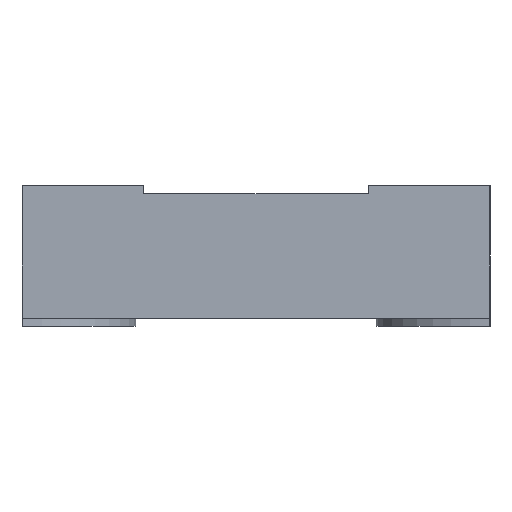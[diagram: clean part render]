
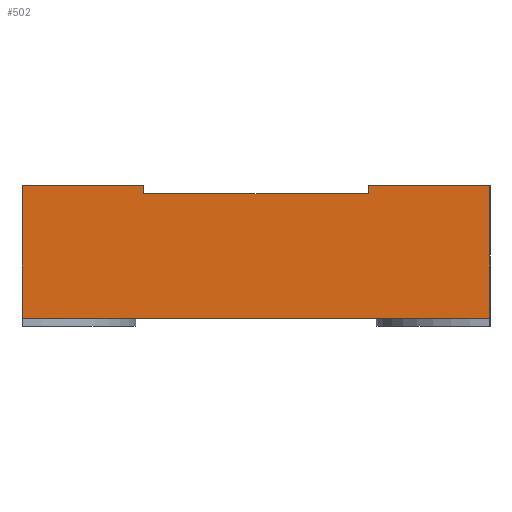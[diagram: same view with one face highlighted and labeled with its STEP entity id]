
A CAD part, front view. The second image highlights one B-rep face of the part: STEP entity #502.
In plain terms, the highlighted planar face has unit normal (0, -1, 0).
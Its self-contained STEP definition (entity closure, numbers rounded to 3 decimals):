
#3 = CARTESIAN_POINT ( 'NONE',  ( -27.466, -17.301, 0.52 ) ) ;
#4 = CARTESIAN_POINT ( 'NONE',  ( -26.186, -17.301, 0.52 ) ) ;
#6 = DIRECTION ( 'NONE',  ( 0., 0., -1. ) ) ;
#11 = VECTOR ( 'NONE', #196, 1000. ) ;
#13 = VECTOR ( 'NONE', #139, 1000. ) ;
#22 = ORIENTED_EDGE ( 'NONE', *, *, #300, .T. ) ;
#27 = ORIENTED_EDGE ( 'NONE', *, *, #37, .F. ) ;
#28 = CARTESIAN_POINT ( 'NONE',  ( -27.916, -17.301, 0.52 ) ) ;
#36 = VECTOR ( 'NONE', #249, 1000. ) ;
#37 = EDGE_CURVE ( 'NONE', #539, #232, #470, .T. ) ;
#45 = ORIENTED_EDGE ( 'NONE', *, *, #477, .F. ) ;
#52 = LINE ( 'NONE', #28, #627 ) ;
#57 = ORIENTED_EDGE ( 'NONE', *, *, #599, .F. ) ;
#61 = EDGE_CURVE ( 'NONE', #600, #260, #200, .T. ) ;
#65 = CARTESIAN_POINT ( 'NONE',  ( -27.916, -17.301, 0.52 ) ) ;
#69 = VERTEX_POINT ( 'NONE', #374 ) ;
#139 = DIRECTION ( 'NONE',  ( 0., 0., 1. ) ) ;
#150 = CARTESIAN_POINT ( 'NONE',  ( -26.186, -17.301, 0.03 ) ) ;
#151 = VECTOR ( 'NONE', #339, 1000. ) ;
#161 = DIRECTION ( 'NONE',  ( 0., 0., 1. ) ) ;
#164 = VERTEX_POINT ( 'NONE', #308 ) ;
#170 = ORIENTED_EDGE ( 'NONE', *, *, #617, .F. ) ;
#174 = VECTOR ( 'NONE', #6, 1000. ) ;
#191 = CARTESIAN_POINT ( 'NONE',  ( -27.466, -17.301, 0.49 ) ) ;
#196 = DIRECTION ( 'NONE',  ( -1., 0., 0. ) ) ;
#200 = LINE ( 'NONE', #329, #36 ) ;
#215 = DIRECTION ( 'NONE',  ( 0., 0., 1. ) ) ;
#232 = VERTEX_POINT ( 'NONE', #150 ) ;
#235 = EDGE_CURVE ( 'NONE', #600, #557, #428, .T. ) ;
#249 = DIRECTION ( 'NONE',  ( 1., 0., 0. ) ) ;
#260 = VERTEX_POINT ( 'NONE', #297 ) ;
#269 = PLANE ( 'NONE',  #367 ) ;
#273 = VECTOR ( 'NONE', #161, 1000. ) ;
#297 = CARTESIAN_POINT ( 'NONE',  ( -26.636, -17.301, 0.49 ) ) ;
#300 = EDGE_CURVE ( 'NONE', #164, #447, #52, .T. ) ;
#306 = LINE ( 'NONE', #350, #151 ) ;
#308 = CARTESIAN_POINT ( 'NONE',  ( -27.916, -17.301, 0.52 ) ) ;
#313 = LINE ( 'NONE', #324, #11 ) ;
#324 = CARTESIAN_POINT ( 'NONE',  ( -26.186, -17.301, 0.03 ) ) ;
#329 = CARTESIAN_POINT ( 'NONE',  ( -26.636, -17.301, 0.49 ) ) ;
#339 = DIRECTION ( 'NONE',  ( 1., 0., 0. ) ) ;
#343 = CARTESIAN_POINT ( 'NONE',  ( -27.916, -17.301, 0.03 ) ) ;
#350 = CARTESIAN_POINT ( 'NONE',  ( -27.916, -17.301, 0.52 ) ) ;
#353 = EDGE_CURVE ( 'NONE', #69, #539, #306, .T. ) ;
#358 = CARTESIAN_POINT ( 'NONE',  ( -27.466, -17.301, 0.49 ) ) ;
#367 = AXIS2_PLACEMENT_3D ( 'NONE', #393, #498, #215 ) ;
#374 = CARTESIAN_POINT ( 'NONE',  ( -26.636, -17.301, 0.52 ) ) ;
#393 = CARTESIAN_POINT ( 'NONE',  ( -27.916, -17.301, 0.52 ) ) ;
#420 = LINE ( 'NONE', #710, #273 ) ;
#428 = LINE ( 'NONE', #358, #13 ) ;
#431 = EDGE_LOOP ( 'NONE', ( #170, #27, #585, #57, #700, #620, #45, #22 ) ) ;
#447 = VERTEX_POINT ( 'NONE', #343 ) ;
#470 = LINE ( 'NONE', #4, #174 ) ;
#477 = EDGE_CURVE ( 'NONE', #164, #557, #662, .T. ) ;
#481 = FACE_OUTER_BOUND ( 'NONE', #431, .T. ) ;
#492 = CARTESIAN_POINT ( 'NONE',  ( -26.186, -17.301, 0.52 ) ) ;
#498 = DIRECTION ( 'NONE',  ( 0., 1., 0. ) ) ;
#500 = DIRECTION ( 'NONE',  ( 1., 0., 0. ) ) ;
#502 = ADVANCED_FACE ( 'NONE', ( #481 ), #269, .F. ) ;
#539 = VERTEX_POINT ( 'NONE', #492 ) ;
#557 = VERTEX_POINT ( 'NONE', #3 ) ;
#585 = ORIENTED_EDGE ( 'NONE', *, *, #353, .F. ) ;
#599 = EDGE_CURVE ( 'NONE', #260, #69, #420, .T. ) ;
#600 = VERTEX_POINT ( 'NONE', #191 ) ;
#617 = EDGE_CURVE ( 'NONE', #232, #447, #313, .T. ) ;
#620 = ORIENTED_EDGE ( 'NONE', *, *, #235, .T. ) ;
#627 = VECTOR ( 'NONE', #678, 1000. ) ;
#652 = VECTOR ( 'NONE', #500, 1000. ) ;
#662 = LINE ( 'NONE', #65, #652 ) ;
#678 = DIRECTION ( 'NONE',  ( 0., 0., -1. ) ) ;
#700 = ORIENTED_EDGE ( 'NONE', *, *, #61, .F. ) ;
#710 = CARTESIAN_POINT ( 'NONE',  ( -26.636, -17.301, 0.49 ) ) ;
